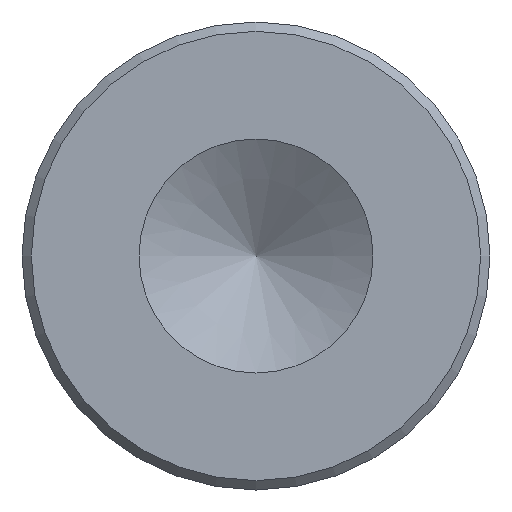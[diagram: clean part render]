
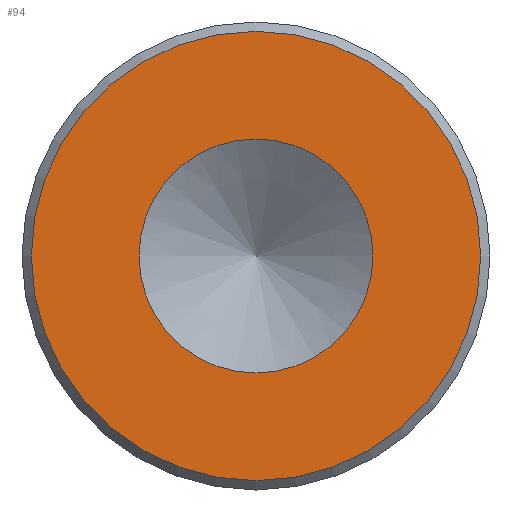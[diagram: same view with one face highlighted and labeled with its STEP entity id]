
A CAD part, front view. The second image highlights one B-rep face of the part: STEP entity #94.
In plain terms, the highlighted planar face has unit normal (0, -1, 0).
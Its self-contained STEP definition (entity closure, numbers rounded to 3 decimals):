
#30=FACE_BOUND('',#39,.T.);
#31=FACE_OUTER_BOUND('',#38,.T.);
#38=EDGE_LOOP('',(#70));
#39=EDGE_LOOP('',(#71));
#46=CIRCLE('',#116,2.4);
#47=CIRCLE('',#117,1.25);
#52=VERTEX_POINT('',#163);
#53=VERTEX_POINT('',#165);
#59=EDGE_CURVE('',#52,#52,#46,.T.);
#60=EDGE_CURVE('',#53,#53,#47,.T.);
#70=ORIENTED_EDGE('',*,*,#59,.T.);
#71=ORIENTED_EDGE('',*,*,#60,.F.);
#92=PLANE('',#115);
#94=ADVANCED_FACE('',(#31,#30),#92,.F.);
#115=AXIS2_PLACEMENT_3D('',#162,#130,#131);
#116=AXIS2_PLACEMENT_3D('',#164,#132,#133);
#117=AXIS2_PLACEMENT_3D('',#166,#134,#135);
#130=DIRECTION('center_axis',(0.,1.,0.));
#131=DIRECTION('ref_axis',(0.,0.,-1.));
#132=DIRECTION('center_axis',(0.,-1.,0.));
#133=DIRECTION('ref_axis',(0.,0.,1.));
#134=DIRECTION('center_axis',(0.,-1.,0.));
#135=DIRECTION('ref_axis',(-1.,0.,0.));
#162=CARTESIAN_POINT('Origin',(0.,0.,0.));
#163=CARTESIAN_POINT('',(0.,0.,2.4));
#164=CARTESIAN_POINT('Origin',(0.,0.,0.));
#165=CARTESIAN_POINT('',(1.25,0.,0.));
#166=CARTESIAN_POINT('Origin',(0.,0.,0.));
